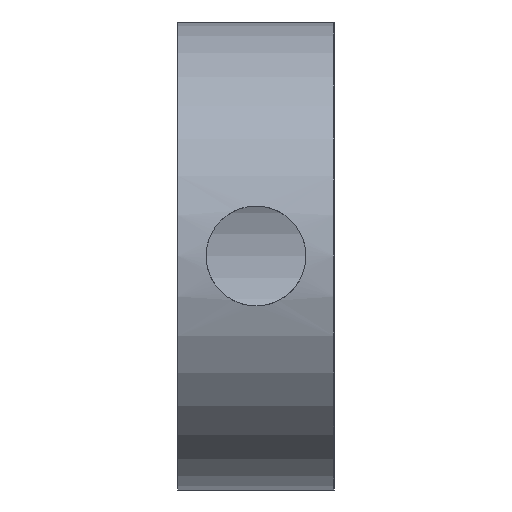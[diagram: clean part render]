
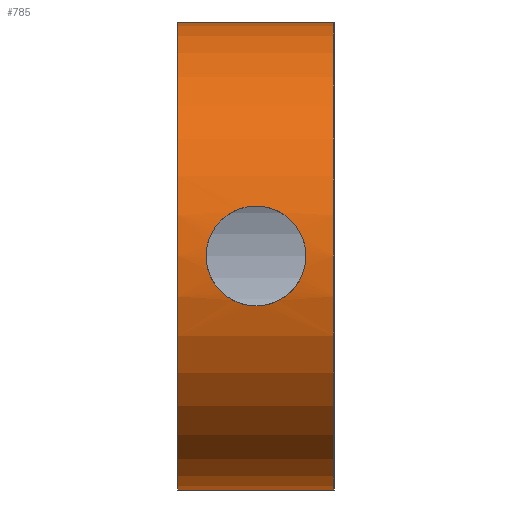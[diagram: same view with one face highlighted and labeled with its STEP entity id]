
A CAD part, left-side view. The second image highlights one B-rep face of the part: STEP entity #785.
In plain terms, the highlighted cylindrical face has radius 7.5 mm (diameter 15 mm), a partial arc.
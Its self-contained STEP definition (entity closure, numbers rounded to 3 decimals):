
#2 = CIRCLE ( 'NONE', #887, 7.5 ) ;
#12 = CARTESIAN_POINT ( 'NONE',  ( -7.483, 4.018, -0.516 ) ) ;
#16 = CARTESIAN_POINT ( 'NONE',  ( -7.338, 2.083, 1.548 ) ) ;
#24 = CARTESIAN_POINT ( 'NONE',  ( -7.457, 3.888, 0.803 ) ) ;
#28 = LINE ( 'NONE', #458, #365 ) ;
#34 = CARTESIAN_POINT ( 'NONE',  ( -7.327, 2.5, -1.6 ) ) ;
#42 = DIRECTION ( 'NONE',  ( 0., 0., 1. ) ) ;
#68 = CARTESIAN_POINT ( 'NONE',  ( 0., 0., 7.5 ) ) ;
#75 = VERTEX_POINT ( 'NONE', #371 ) ;
#95 = CARTESIAN_POINT ( 'NONE',  ( -7.437, 1.221, -0.984 ) ) ;
#97 = CARTESIAN_POINT ( 'NONE',  ( -7.491, 4.058, 0.42 ) ) ;
#100 = CARTESIAN_POINT ( 'NONE',  ( -7.327, 2.5, -1.6 ) ) ;
#107 = CARTESIAN_POINT ( 'NONE',  ( -7.327, 2.5, 1.6 ) ) ;
#108 = CARTESIAN_POINT ( 'NONE',  ( -7.392, 3.477, 1.272 ) ) ;
#138 = DIRECTION ( 'NONE',  ( 0., -1., 0. ) ) ;
#163 = CARTESIAN_POINT ( 'NONE',  ( -7.483, 0.982, 0.516 ) ) ;
#168 = CARTESIAN_POINT ( 'NONE',  ( -7.437, 1.22, 0.983 ) ) ;
#169 = CARTESIAN_POINT ( 'NONE',  ( -7.437, 3.772, 0.976 ) ) ;
#177 = CARTESIAN_POINT ( 'NONE',  ( -7.361, 1.789, -1.437 ) ) ;
#180 = CARTESIAN_POINT ( 'NONE',  ( -7.392, 3.485, -1.278 ) ) ;
#198 = EDGE_LOOP ( 'NONE', ( #821, #676 ) ) ;
#237 = CARTESIAN_POINT ( 'NONE',  ( -7.361, 3.209, 1.438 ) ) ;
#247 = CARTESIAN_POINT ( 'NONE',  ( -7.327, 2.709, 1.6 ) ) ;
#250 = CIRCLE ( 'NONE', #921, 7.5 ) ;
#253 = CARTESIAN_POINT ( 'NONE',  ( -7.5, 4.1, 0.212 ) ) ;
#255 = CARTESIAN_POINT ( 'NONE',  ( 0., 5., 7.5 ) ) ;
#256 = CARTESIAN_POINT ( 'NONE',  ( -7.425, 3.705, 1.058 ) ) ;
#264 = AXIS2_PLACEMENT_3D ( 'NONE', #750, #297, #870 ) ;
#270 = EDGE_CURVE ( 'NONE', #391, #617, #475, .T. ) ;
#297 = DIRECTION ( 'NONE',  ( 0., -1., 0. ) ) ;
#305 = CARTESIAN_POINT ( 'NONE',  ( -7.489, 0.951, 0.416 ) ) ;
#306 = CARTESIAN_POINT ( 'NONE',  ( -7.498, 4.09, -0.209 ) ) ;
#311 = CARTESIAN_POINT ( 'NONE',  ( -7.392, 1.524, -1.272 ) ) ;
#320 = CARTESIAN_POINT ( 'NONE',  ( -7.345, 1.983, -1.518 ) ) ;
#365 = VECTOR ( 'NONE', #899, 1000. ) ;
#367 = EDGE_CURVE ( 'NONE', #756, #503, #2, .T. ) ;
#371 = CARTESIAN_POINT ( 'NONE',  ( 0., 0., -7.5 ) ) ;
#372 = ORIENTED_EDGE ( 'NONE', *, *, #746, .F. ) ;
#375 = CARTESIAN_POINT ( 'NONE',  ( -7.338, 2.917, -1.548 ) ) ;
#378 = CARTESIAN_POINT ( 'NONE',  ( -7.361, 1.79, 1.438 ) ) ;
#379 = B_SPLINE_CURVE_WITH_KNOTS ( 'NONE', 3,
 ( #100, #812, #614, #832, #320, #177, #677, #311, #602, #95, #886, #817, #881, #528, #537, #305, #163, #763, #168, #454, #752, #385, #378, #682, #16, #823, #687, #107 ),
 .UNSPECIFIED., .F., .F.,
 ( 4, 2, 2, 2, 2, 2, 2, 2, 2, 2, 2, 2, 2, 4 ),
 ( 0., 0., 0.001, 0.001, 0.001, 0.002, 0.003, 0.003, 0.003, 0.004, 0.004, 0.004, 0.005, 0.005 ),
 .UNSPECIFIED. ) ;
#380 = CARTESIAN_POINT ( 'NONE',  ( -7.345, 3.019, -1.517 ) ) ;
#385 = CARTESIAN_POINT ( 'NONE',  ( -7.371, 1.697, 1.388 ) ) ;
#391 = VERTEX_POINT ( 'NONE', #858 ) ;
#393 = CARTESIAN_POINT ( 'NONE',  ( -7.467, 3.937, 0.711 ) ) ;
#397 = CARTESIAN_POINT ( 'NONE',  ( -7.337, 2.92, 1.558 ) ) ;
#415 = CARTESIAN_POINT ( 'NONE',  ( 0., 5., -7.5 ) ) ;
#416 = DIRECTION ( 'NONE',  ( 0., 1., 0. ) ) ;
#422 = CARTESIAN_POINT ( 'NONE',  ( 0., 5., 0. ) ) ;
#429 = ORIENTED_EDGE ( 'NONE', *, *, #498, .T. ) ;
#444 = CARTESIAN_POINT ( 'NONE',  ( 0., 0., 0. ) ) ;
#454 = CARTESIAN_POINT ( 'NONE',  ( -7.403, 1.443, 1.206 ) ) ;
#458 = CARTESIAN_POINT ( 'NONE',  ( 0., 5., -7.5 ) ) ;
#460 = CARTESIAN_POINT ( 'NONE',  ( -7.459, 3.898, -0.806 ) ) ;
#475 = B_SPLINE_CURVE_WITH_KNOTS ( 'NONE', 3,
 ( #768, #247, #397, #237, #836, #108, #529, #256, #169, #24, #393, #97, #253, #615, #306, #679, #12, #460, #549, #180, #824, #380, #375, #683, #603, #611 ),
 .UNSPECIFIED., .F., .F.,
 ( 4, 2, 2, 2, 2, 2, 2, 2, 2, 2, 2, 2, 4 ),
 ( 0.005, 0.006, 0.006, 0.006, 0.007, 0.007, 0.008, 0.008, 0.008, 0.009, 0.009, 0.01, 0.01 ),
 .UNSPECIFIED. ) ;
#498 = EDGE_CURVE ( 'NONE', #75, #706, #250, .T. ) ;
#503 = VERTEX_POINT ( 'NONE', #868 ) ;
#513 = DIRECTION ( 'NONE',  ( 0., 1., 0. ) ) ;
#517 = EDGE_LOOP ( 'NONE', ( #429, #372, #947, #928 ) ) ;
#527 = VECTOR ( 'NONE', #138, 1000. ) ;
#528 = CARTESIAN_POINT ( 'NONE',  ( -7.5, 0.9, 0.104 ) ) ;
#529 = CARTESIAN_POINT ( 'NONE',  ( -7.403, 3.557, 1.206 ) ) ;
#537 = CARTESIAN_POINT ( 'NONE',  ( -7.498, 0.91, 0.21 ) ) ;
#546 = EDGE_CURVE ( 'NONE', #756, #75, #28, .T. ) ;
#549 = CARTESIAN_POINT ( 'NONE',  ( -7.437, 3.779, -0.984 ) ) ;
#578 = LINE ( 'NONE', #255, #527 ) ;
#602 = CARTESIAN_POINT ( 'NONE',  ( -7.403, 1.442, -1.205 ) ) ;
#603 = CARTESIAN_POINT ( 'NONE',  ( -7.327, 2.606, -1.6 ) ) ;
#611 = CARTESIAN_POINT ( 'NONE',  ( -7.327, 2.5, -1.6 ) ) ;
#614 = CARTESIAN_POINT ( 'NONE',  ( -7.33, 2.29, -1.59 ) ) ;
#615 = CARTESIAN_POINT ( 'NONE',  ( -7.5, 4.1, -0.105 ) ) ;
#617 = VERTEX_POINT ( 'NONE', #34 ) ;
#619 = EDGE_CURVE ( 'NONE', #617, #391, #379, .T. ) ;
#657 = FACE_BOUND ( 'NONE', #198, .T. ) ;
#676 = ORIENTED_EDGE ( 'NONE', *, *, #270, .F. ) ;
#677 = CARTESIAN_POINT ( 'NONE',  ( -7.371, 1.698, -1.388 ) ) ;
#679 = CARTESIAN_POINT ( 'NONE',  ( -7.489, 4.049, -0.414 ) ) ;
#680 = CYLINDRICAL_SURFACE ( 'NONE', #264, 7.5 ) ;
#682 = CARTESIAN_POINT ( 'NONE',  ( -7.345, 1.984, 1.518 ) ) ;
#683 = CARTESIAN_POINT ( 'NONE',  ( -7.33, 2.711, -1.59 ) ) ;
#687 = CARTESIAN_POINT ( 'NONE',  ( -7.327, 2.395, 1.6 ) ) ;
#706 = VERTEX_POINT ( 'NONE', #68 ) ;
#741 = DIRECTION ( 'NONE',  ( 0., 0., 1. ) ) ;
#746 = EDGE_CURVE ( 'NONE', #503, #706, #578, .T. ) ;
#750 = CARTESIAN_POINT ( 'NONE',  ( 0., 5., 0. ) ) ;
#752 = CARTESIAN_POINT ( 'NONE',  ( -7.392, 1.524, 1.272 ) ) ;
#756 = VERTEX_POINT ( 'NONE', #415 ) ;
#763 = CARTESIAN_POINT ( 'NONE',  ( -7.459, 1.103, 0.807 ) ) ;
#768 = CARTESIAN_POINT ( 'NONE',  ( -7.327, 2.5, 1.6 ) ) ;
#785 = ADVANCED_FACE ( 'NONE', ( #657, #941 ), #680, .T. ) ;
#812 = CARTESIAN_POINT ( 'NONE',  ( -7.327, 2.394, -1.6 ) ) ;
#817 = CARTESIAN_POINT ( 'NONE',  ( -7.491, 0.942, -0.421 ) ) ;
#821 = ORIENTED_EDGE ( 'NONE', *, *, #619, .F. ) ;
#823 = CARTESIAN_POINT ( 'NONE',  ( -7.33, 2.289, 1.59 ) ) ;
#824 = CARTESIAN_POINT ( 'NONE',  ( -7.369, 3.307, -1.397 ) ) ;
#832 = CARTESIAN_POINT ( 'NONE',  ( -7.338, 2.085, -1.549 ) ) ;
#836 = CARTESIAN_POINT ( 'NONE',  ( -7.371, 3.303, 1.388 ) ) ;
#858 = CARTESIAN_POINT ( 'NONE',  ( -7.327, 2.5, 1.6 ) ) ;
#868 = CARTESIAN_POINT ( 'NONE',  ( 0., 5., 7.5 ) ) ;
#870 = DIRECTION ( 'NONE',  ( 0., 0., -1. ) ) ;
#881 = CARTESIAN_POINT ( 'NONE',  ( -7.5, 0.9, -0.21 ) ) ;
#886 = CARTESIAN_POINT ( 'NONE',  ( -7.459, 1.102, -0.806 ) ) ;
#887 = AXIS2_PLACEMENT_3D ( 'NONE', #422, #416, #42 ) ;
#899 = DIRECTION ( 'NONE',  ( 0., -1., 0. ) ) ;
#921 = AXIS2_PLACEMENT_3D ( 'NONE', #444, #513, #741 ) ;
#928 = ORIENTED_EDGE ( 'NONE', *, *, #546, .T. ) ;
#941 = FACE_OUTER_BOUND ( 'NONE', #517, .T. ) ;
#947 = ORIENTED_EDGE ( 'NONE', *, *, #367, .F. ) ;
